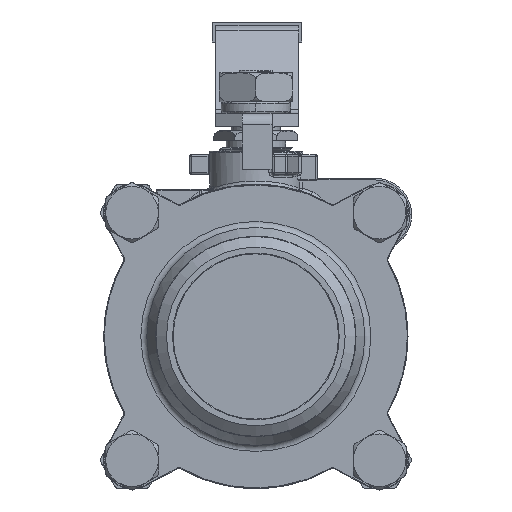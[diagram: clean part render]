
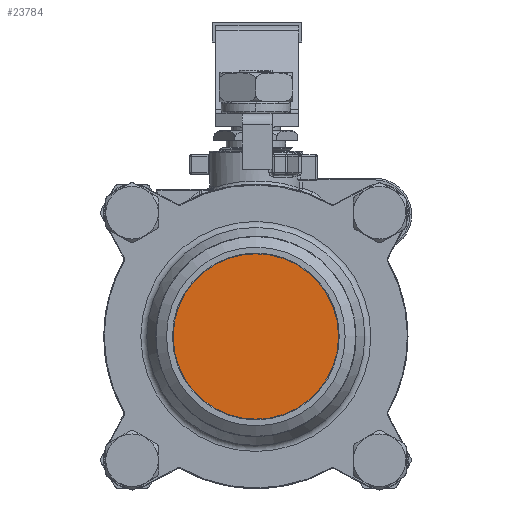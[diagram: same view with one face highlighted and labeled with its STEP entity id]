
A CAD part, front view. The second image highlights one B-rep face of the part: STEP entity #23784.
In plain terms, the highlighted planar face has unit normal (0, -1, 0).
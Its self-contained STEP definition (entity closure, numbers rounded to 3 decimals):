
#14456=CARTESIAN_POINT('',(-25.,-34.553,-0.));
#14457=VERTEX_POINT('',#14456);
#14466=CARTESIAN_POINT('',(25.,-34.553,0.));
#14467=VERTEX_POINT('',#14466);
#14468=CARTESIAN_POINT('',(-0.,-34.553,0.));
#14469=DIRECTION('',(0.,1.,0.));
#14470=DIRECTION('',(-1.,0.,0.));
#14471=AXIS2_PLACEMENT_3D('',#14468,#14469,#14470);
#14472=CIRCLE('',#14471,25.);
#14473=EDGE_CURVE('',#14457,#14467,#14472,.T.);
#14475=CARTESIAN_POINT('',(-0.,-34.553,0.));
#14476=DIRECTION('',(0.,1.,0.));
#14477=DIRECTION('',(-1.,0.,0.));
#14478=AXIS2_PLACEMENT_3D('',#14475,#14476,#14477);
#14479=CIRCLE('',#14478,25.);
#14480=EDGE_CURVE('',#14467,#14457,#14479,.T.);
#23775=CARTESIAN_POINT('',(-0.,-34.553,-43.325));
#23776=DIRECTION('',(-0.,-1.,0.));
#23777=DIRECTION('',(0.,0.,1.));
#23778=AXIS2_PLACEMENT_3D('',#23775,#23776,#23777);
#23779=PLANE('',#23778);
#23780=ORIENTED_EDGE('',*,*,#14480,.F.);
#23781=ORIENTED_EDGE('',*,*,#14473,.F.);
#23782=EDGE_LOOP('',(#23780,#23781));
#23783=FACE_BOUND('',#23782,.T.);
#23784=ADVANCED_FACE('',(#23783),#23779,.T.);
